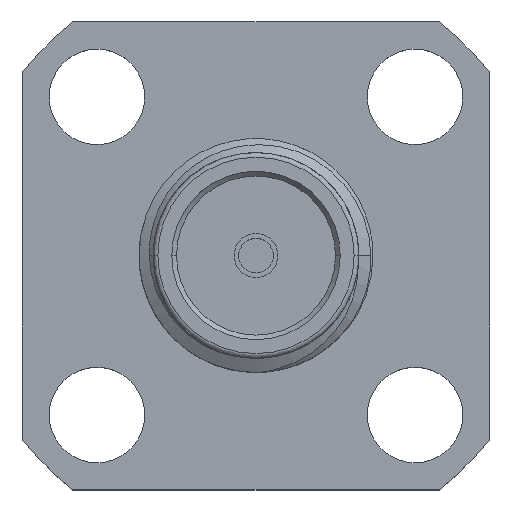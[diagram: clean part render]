
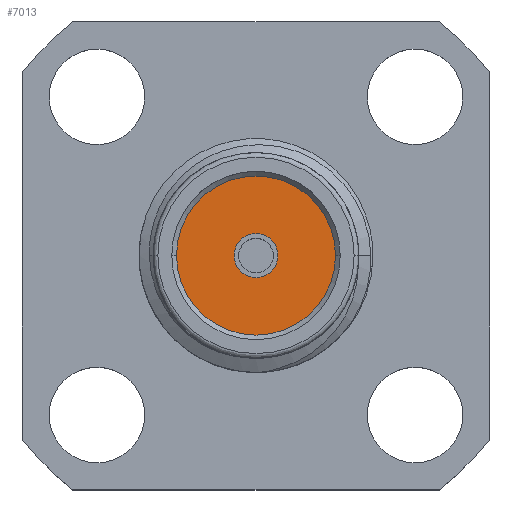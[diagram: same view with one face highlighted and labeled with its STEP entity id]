
A CAD part, top view. The second image highlights one B-rep face of the part: STEP entity #7013.
In plain terms, the highlighted planar face has unit normal (0, 0, 1).
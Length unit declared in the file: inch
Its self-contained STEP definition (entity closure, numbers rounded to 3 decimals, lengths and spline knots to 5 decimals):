
#288 = CARTESIAN_POINT ( 'NONE',  ( 0.085, 0., -0.075 ) ) ;
#320 = CARTESIAN_POINT ( 'NONE',  ( 0., 0., -0.075 ) ) ;
#981 = DIRECTION ( 'NONE',  ( 1., 0., 0. ) ) ;
#1003 = VERTEX_POINT ( 'NONE', #288 ) ;
#1316 = VERTEX_POINT ( 'NONE', #5043 ) ;
#1740 = DIRECTION ( 'NONE',  ( 0., 0., 1. ) ) ;
#2326 = ORIENTED_EDGE ( 'NONE', *, *, #2872, .F. ) ;
#2383 = FACE_OUTER_BOUND ( 'NONE', #4094, .T. ) ;
#2604 = CARTESIAN_POINT ( 'NONE',  ( 0., 0., -0.075 ) ) ;
#2872 = EDGE_CURVE ( 'NONE', #7550, #1316, #7959, .T. ) ;
#2878 = CARTESIAN_POINT ( 'NONE',  ( 0., 0., -0.075 ) ) ;
#2945 = CIRCLE ( 'NONE', #7930, 0.085 ) ;
#3003 = CARTESIAN_POINT ( 'NONE',  ( 0., 0., -0.075 ) ) ;
#3026 = DIRECTION ( 'NONE',  ( 0., 0., 1. ) ) ;
#3149 = DIRECTION ( 'NONE',  ( 0., 0., 1. ) ) ;
#4094 = EDGE_LOOP ( 'NONE', ( #5610, #6003 ) ) ;
#4758 = DIRECTION ( 'NONE',  ( 0., 0., 1. ) ) ;
#4970 = AXIS2_PLACEMENT_3D ( 'NONE', #320, #3149, #8678 ) ;
#5043 = CARTESIAN_POINT ( 'NONE',  ( -0.0235, 0., -0.075 ) ) ;
#5434 = CIRCLE ( 'NONE', #6604, 0.085 ) ;
#5610 = ORIENTED_EDGE ( 'NONE', *, *, #6684, .T. ) ;
#5765 = FACE_BOUND ( 'NONE', #8364, .T. ) ;
#5987 = EDGE_CURVE ( 'NONE', #8639, #1003, #2945, .T. ) ;
#6003 = ORIENTED_EDGE ( 'NONE', *, *, #5987, .T. ) ;
#6366 = DIRECTION ( 'NONE',  ( 0., 0., 1. ) ) ;
#6552 = CARTESIAN_POINT ( 'NONE',  ( -0.085, 0., -0.075 ) ) ;
#6604 = AXIS2_PLACEMENT_3D ( 'NONE', #2604, #4758, #7444 ) ;
#6608 = CIRCLE ( 'NONE', #4970, 0.0235 ) ;
#6684 = EDGE_CURVE ( 'NONE', #1003, #8639, #5434, .T. ) ;
#6955 = AXIS2_PLACEMENT_3D ( 'NONE', #2878, #6366, #8459 ) ;
#7013 = ADVANCED_FACE ( 'NONE', ( #5765, #2383 ), #7141, .T. ) ;
#7141 = PLANE ( 'NONE',  #6955 ) ;
#7444 = DIRECTION ( 'NONE',  ( 1., 0., 0. ) ) ;
#7550 = VERTEX_POINT ( 'NONE', #7611 ) ;
#7611 = CARTESIAN_POINT ( 'NONE',  ( 0.0235, 0., -0.075 ) ) ;
#7643 = ORIENTED_EDGE ( 'NONE', *, *, #8548, .F. ) ;
#7930 = AXIS2_PLACEMENT_3D ( 'NONE', #8011, #1740, #7958 ) ;
#7958 = DIRECTION ( 'NONE',  ( 1., 0., 0. ) ) ;
#7959 = CIRCLE ( 'NONE', #8267, 0.0235 ) ;
#8011 = CARTESIAN_POINT ( 'NONE',  ( 0., 0., -0.075 ) ) ;
#8267 = AXIS2_PLACEMENT_3D ( 'NONE', #3003, #3026, #981 ) ;
#8364 = EDGE_LOOP ( 'NONE', ( #2326, #7643 ) ) ;
#8459 = DIRECTION ( 'NONE',  ( 1., 0., 0. ) ) ;
#8548 = EDGE_CURVE ( 'NONE', #1316, #7550, #6608, .T. ) ;
#8639 = VERTEX_POINT ( 'NONE', #6552 ) ;
#8678 = DIRECTION ( 'NONE',  ( 1., 0., 0. ) ) ;
